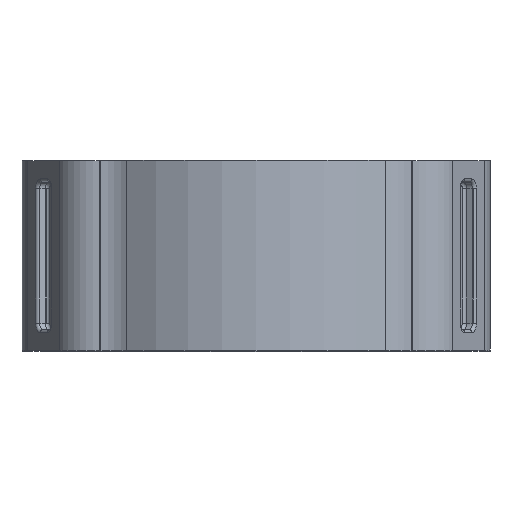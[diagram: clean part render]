
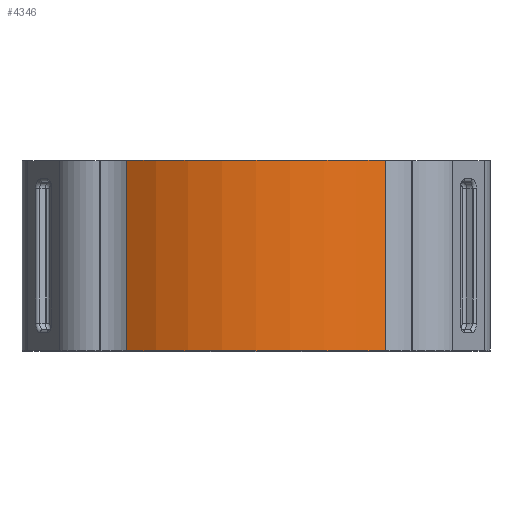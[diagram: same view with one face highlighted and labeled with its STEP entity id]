
A CAD part, top view. The second image highlights one B-rep face of the part: STEP entity #4346.
In plain terms, the highlighted cylindrical face has radius 35 mm (diameter 70 mm), a partial arc.
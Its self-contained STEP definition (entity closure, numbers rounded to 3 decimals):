
#139 = CARTESIAN_POINT ( 'NONE',  ( 20.38, 8., 28.454 ) ) ;
#173 = DIRECTION ( 'NONE',  ( 0., 1., 0. ) ) ;
#283 = CYLINDRICAL_SURFACE ( 'NONE', #1834, 35. ) ;
#465 = EDGE_LOOP ( 'NONE', ( #4868, #6533, #4656, #5950 ) ) ;
#873 = FACE_OUTER_BOUND ( 'NONE', #465, .T. ) ;
#913 = CARTESIAN_POINT ( 'NONE',  ( 0., 0., 0. ) ) ;
#979 = DIRECTION ( 'NONE',  ( 0., -1., 0. ) ) ;
#1269 = CIRCLE ( 'NONE', #7169, 35. ) ;
#1586 = VECTOR ( 'NONE', #173, 1000. ) ;
#1834 = AXIS2_PLACEMENT_3D ( 'NONE', #4751, #979, #4133 ) ;
#3016 = CARTESIAN_POINT ( 'NONE',  ( 20.38, 30., 28.454 ) ) ;
#3019 = EDGE_CURVE ( 'NONE', #7033, #5792, #1269, .T. ) ;
#3152 = DIRECTION ( 'NONE',  ( 0., 1., 0. ) ) ;
#3167 = CIRCLE ( 'NONE', #6662, 35. ) ;
#3480 = CARTESIAN_POINT ( 'NONE',  ( -20.38, 30., 28.454 ) ) ;
#3671 = DIRECTION ( 'NONE',  ( 0., 1., 0. ) ) ;
#3961 = CARTESIAN_POINT ( 'NONE',  ( -20.38, 0., 28.454 ) ) ;
#3999 = LINE ( 'NONE', #139, #1586 ) ;
#4133 = DIRECTION ( 'NONE',  ( 0., 0., -1. ) ) ;
#4274 = CARTESIAN_POINT ( 'NONE',  ( 0., 30., 0. ) ) ;
#4346 = ADVANCED_FACE ( 'NONE', ( #873 ), #283, .T. ) ;
#4500 = DIRECTION ( 'NONE',  ( 0., -1., 0. ) ) ;
#4656 = ORIENTED_EDGE ( 'NONE', *, *, #3019, .F. ) ;
#4751 = CARTESIAN_POINT ( 'NONE',  ( 0., 8., 0. ) ) ;
#4819 = CARTESIAN_POINT ( 'NONE',  ( 20.38, 0., 28.454 ) ) ;
#4868 = ORIENTED_EDGE ( 'NONE', *, *, #5528, .T. ) ;
#5038 = LINE ( 'NONE', #7114, #5398 ) ;
#5398 = VECTOR ( 'NONE', #4500, 1000. ) ;
#5510 = VERTEX_POINT ( 'NONE', #4819 ) ;
#5528 = EDGE_CURVE ( 'NONE', #5831, #5510, #3167, .T. ) ;
#5792 = VERTEX_POINT ( 'NONE', #3016 ) ;
#5831 = VERTEX_POINT ( 'NONE', #3961 ) ;
#5885 = DIRECTION ( 'NONE',  ( 0., 0., 1. ) ) ;
#5950 = ORIENTED_EDGE ( 'NONE', *, *, #6940, .T. ) ;
#6501 = DIRECTION ( 'NONE',  ( 0., 0., 1. ) ) ;
#6533 = ORIENTED_EDGE ( 'NONE', *, *, #6974, .T. ) ;
#6662 = AXIS2_PLACEMENT_3D ( 'NONE', #913, #3671, #5885 ) ;
#6940 = EDGE_CURVE ( 'NONE', #7033, #5831, #5038, .T. ) ;
#6974 = EDGE_CURVE ( 'NONE', #5510, #5792, #3999, .T. ) ;
#7033 = VERTEX_POINT ( 'NONE', #3480 ) ;
#7114 = CARTESIAN_POINT ( 'NONE',  ( -20.38, 8., 28.454 ) ) ;
#7169 = AXIS2_PLACEMENT_3D ( 'NONE', #4274, #3152, #6501 ) ;
